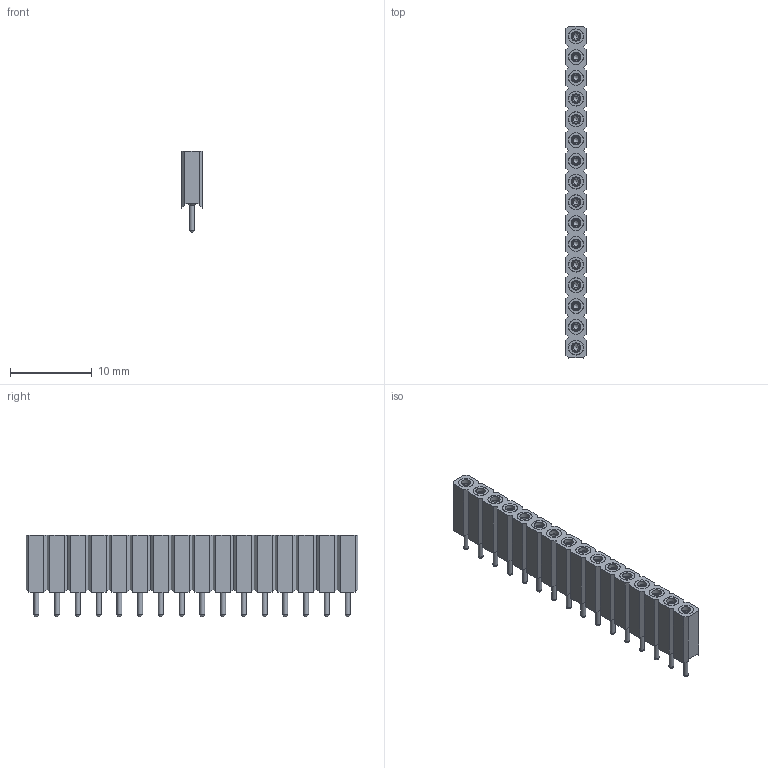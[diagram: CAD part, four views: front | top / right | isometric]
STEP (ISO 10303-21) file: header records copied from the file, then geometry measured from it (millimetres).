
FILE_DESCRIPTION(/* description */ (''),/* implementation_level */ '2;1');
FILE_NAME(/* name */ '153-016-1-xx-xx.stp',/* time_stamp */ '2017-05-30T12:59:12+02:00',/* author */ ('andreas.larin'),/* organization */ (''),/* preprocessor_version */ 'ST-DEVELOPER v15.6',/* originating_system */ 'Autodesk Inventor 2015',/* authorisation */ '');
FILE_SCHEMA (('AUTOMOTIVE_DESIGN { 1 0 10303 214 3 1 1 }'));
Length unit declared in the file: centimetre
Products named in the file (1): 153-016-1-xx-xx
Bounding box: 2.54 x 40.64 x 10 mm (x, y, z)
Volume: 570.1 mm3; surface area: 1411.1 mm2
Topology: 1 solids, 1 shells, 822 faces, 2476 edges, 1672 vertices
Faces by surface type: plane 342, cone 272, cylinder 192, sphere 16
Full cylindrical faces by diameter (mm): 0.6 x16, 0.97 x16, 1.17 x32, 1.37 x16, 1.83 x16
Entity records: 29151 total; most frequent: CARTESIAN_POINT 9771, ORIENTED_EDGE 4376, DIRECTION 3194, EDGE_CURVE 2188, VERTEX_POINT 1576, AXIS2_PLACEMENT_3D 1335, EDGE_LOOP 1030, STYLED_ITEM 823
